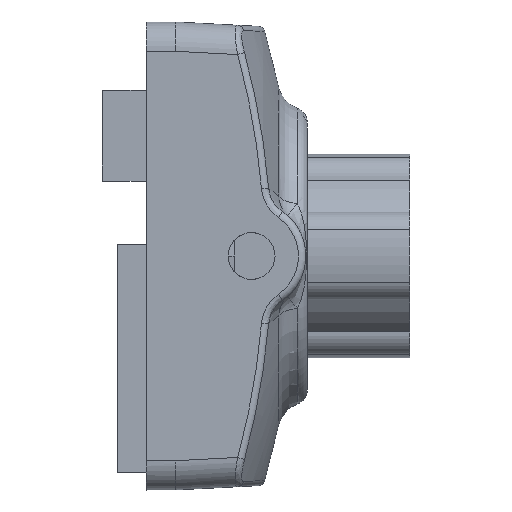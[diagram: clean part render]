
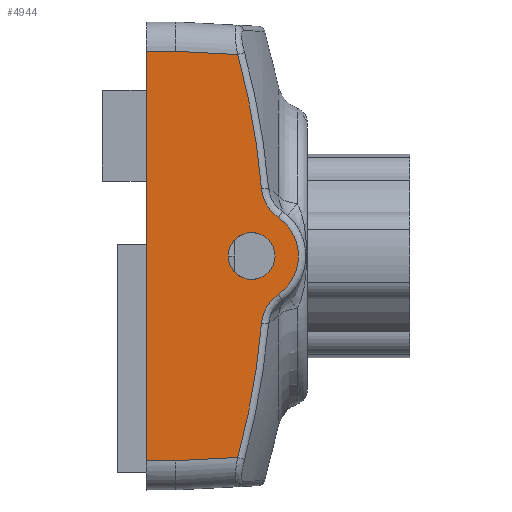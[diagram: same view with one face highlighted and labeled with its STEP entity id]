
A CAD part, left-side view. The second image highlights one B-rep face of the part: STEP entity #4944.
In plain terms, the highlighted planar face has unit normal (-1, 0, 0).
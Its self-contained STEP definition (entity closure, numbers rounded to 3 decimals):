
#886=DIRECTION('',(0.,0.,-1.));
#887=VECTOR('',#886,14.);
#888=CARTESIAN_POINT('',(-7.,1.,7.));
#889=LINE('',#888,#887);
#957=CARTESIAN_POINT('',(-7.,0.,
6.999));
#968=DIRECTION('',(0.,1.,0.001));
#969=VECTOR('',#968,1.);
#970=CARTESIAN_POINT('',(-7.,0.,
6.999));
#971=LINE('',#970,#969);
#1342=CARTESIAN_POINT('',(-7.,0.,
-6.999));
#1348=DIRECTION('',(0.,-1.,0.001));
#1349=VECTOR('',#1348,1.);
#1350=CARTESIAN_POINT('',(-7.,1.,-7.));
#1351=LINE('',#1350,#1349);
#1352=CARTESIAN_POINT('',(-7.,-2.6,0.));
#1353=DIRECTION('',(-1.,0.,0.));
#1354=DIRECTION('',(0.,-1.,0.));
#1355=AXIS2_PLACEMENT_3D('',#1352,#1353,#1354);
#1357=CARTESIAN_POINT('',(-7.,-2.6,0.));
#1358=DIRECTION('',(-1.,0.,0.));
#1359=DIRECTION('',(0.,1.,0.));
#1360=AXIS2_PLACEMENT_3D('',#1357,#1358,#1359);
#1362=DIRECTION('',(0.,-0.999,-0.053));
#1363=VECTOR('',#1362,2.127);
#1364=CARTESIAN_POINT('',(-7.,0.,
6.999));
#1365=LINE('',#1364,#1363);
#1366=CARTESIAN_POINT('',(-7.,23.343,
0.));
#1367=DIRECTION('',(1.,0.,0.));
#1368=DIRECTION('',(0.,-0.965,0.261));
#1369=AXIS2_PLACEMENT_3D('',#1366,#1367,#1368);
#1371=CARTESIAN_POINT('',(-7.,-2.94,
2.289));
#1372=CARTESIAN_POINT('',(-7.,-2.946,
2.216));
#1373=CARTESIAN_POINT('',(-7.,-2.971,
2.07));
#1374=CARTESIAN_POINT('',(-7.,-3.053,
1.847));
#1375=CARTESIAN_POINT('',(-7.,-3.172,
1.643));
#1376=CARTESIAN_POINT('',(-7.,-3.324,
1.463));
#1377=CARTESIAN_POINT('',(-7.,-3.447,
1.36));
#1378=CARTESIAN_POINT('',(-7.,-3.514,
1.313));
#1380=CARTESIAN_POINT('',(-7.,-2.6,0.));
#1381=DIRECTION('',(1.,0.,0.));
#1382=DIRECTION('',(0.,-0.571,0.821));
#1383=AXIS2_PLACEMENT_3D('',#1380,#1381,#1382);
#1385=CARTESIAN_POINT('',(-7.,23.343,
0.));
#1386=DIRECTION('',(1.,0.,0.));
#1387=DIRECTION('',(0.,-0.996,-0.087));
#1388=AXIS2_PLACEMENT_3D('',#1385,#1386,#1387);
#1390=DIRECTION('',(0.,0.999,-0.053));
#1391=VECTOR('',#1390,2.127);
#1392=CARTESIAN_POINT('',(-7.,-2.124,
-6.887));
#1393=LINE('',#1392,#1391);
#1508=CARTESIAN_POINT('',(-7.,-2.94,
-2.289));
#1509=CARTESIAN_POINT('',(-7.,-2.946,
-2.215));
#1510=CARTESIAN_POINT('',(-7.,-2.972,
-2.067));
#1511=CARTESIAN_POINT('',(-7.,-3.055,
-1.842));
#1512=CARTESIAN_POINT('',(-7.,-3.175,
-1.639));
#1513=CARTESIAN_POINT('',(-7.,-3.327,
-1.461));
#1514=CARTESIAN_POINT('',(-7.,-3.448,
-1.359));
#1515=CARTESIAN_POINT('',(-7.,-3.514,
-1.313));
#2802=CARTESIAN_POINT('',(-7.,1.,7.));
#2804=VERTEX_POINT('',#2802);
#2805=CARTESIAN_POINT('',(-7.,1.,-7.));
#2806=VERTEX_POINT('',#2805);
#2898=CARTESIAN_POINT('',(-7.,-2.124,
-6.887));
#2899=VERTEX_POINT('',#2898);
#2900=CARTESIAN_POINT('',(-7.,-2.94,
-2.289));
#2901=VERTEX_POINT('',#2900);
#2904=CARTESIAN_POINT('',(-7.,-2.124,
6.887));
#2905=CARTESIAN_POINT('',(-7.,-2.94,
2.289));
#2906=VERTEX_POINT('',#2904);
#2907=VERTEX_POINT('',#2905);
#2908=VERTEX_POINT('',#1378);
#2909=CARTESIAN_POINT('',(-7.,-3.514,
-1.313));
#2910=VERTEX_POINT('',#2909);
#3114=CARTESIAN_POINT('',(-7.,-3.4,0.));
#3115=CARTESIAN_POINT('',(-7.,-1.8,0.));
#3116=VERTEX_POINT('',#3114);
#3117=VERTEX_POINT('',#3115);
#3222=VERTEX_POINT('',#1342);
#3223=VERTEX_POINT('',#957);
#4917=CARTESIAN_POINT('',(-7.,0.,-8.));
#4918=DIRECTION('',(-1.,0.,0.));
#4919=DIRECTION('',(0.,0.,1.));
#4920=AXIS2_PLACEMENT_3D('',#4917,#4918,#4919);
#4921=PLANE('',#4920);
#4922=ORIENTED_EDGE('',*,*,#4340,.F.);
#4923=ORIENTED_EDGE('',*,*,#4358,.T.);
#4925=ORIENTED_EDGE('',*,*,#4924,.T.);
#4927=ORIENTED_EDGE('',*,*,#4926,.T.);
#4929=ORIENTED_EDGE('',*,*,#4928,.T.);
#4931=ORIENTED_EDGE('',*,*,#4930,.F.);
#4932=ORIENTED_EDGE('',*,*,#4742,.T.);
#4933=ORIENTED_EDGE('',*,*,#4897,.T.);
#4934=ORIENTED_EDGE('',*,*,#4912,.F.);
#4935=ORIENTED_EDGE('',*,*,#4275,.F.);
#4936=EDGE_LOOP('',(#4922,#4923,#4925,#4927,#4929,#4931,#4932,#4933,#4934,
#4935));
#4937=FACE_OUTER_BOUND('',#4936,.F.);
#4939=ORIENTED_EDGE('',*,*,#4938,.T.);
#4941=ORIENTED_EDGE('',*,*,#4940,.T.);
#4942=EDGE_LOOP('',(#4939,#4941));
#4943=FACE_BOUND('',#4942,.F.);
#4944=ADVANCED_FACE('',(#4937,#4943),#4921,.T.);
#1356=CIRCLE('',#1355,0.8);
#1361=CIRCLE('',#1360,0.8);
#1370=CIRCLE('',#1369,26.382);
#1379=B_SPLINE_CURVE_WITH_KNOTS('',3,(#1371,#1372,#1373,#1374,#1375,#1376,#1377,
#1378),.UNSPECIFIED.,.F.,.F.,(4,1,1,1,1,4),(0.,0.2,0.4,0.6,0.8,1.),
.UNSPECIFIED.);
#1384=CIRCLE('',#1383,1.6);
#1389=CIRCLE('',#1388,26.382);
#1516=B_SPLINE_CURVE_WITH_KNOTS('',3,(#1508,#1509,#1510,#1511,#1512,#1513,#1514,
#1515),.UNSPECIFIED.,.F.,.F.,(4,1,1,1,1,4),(0.,0.2,0.4,0.6,0.8,1.),
.UNSPECIFIED.);
#4275=EDGE_CURVE('',#2804,#2806,#889,.T.);
#4340=EDGE_CURVE('',#3223,#2804,#971,.T.);
#4358=EDGE_CURVE('',#3223,#2906,#1365,.T.);
#4742=EDGE_CURVE('',#2901,#2899,#1389,.T.);
#4897=EDGE_CURVE('',#2899,#3222,#1393,.T.);
#4912=EDGE_CURVE('',#2806,#3222,#1351,.T.);
#4924=EDGE_CURVE('',#2906,#2907,#1370,.T.);
#4926=EDGE_CURVE('',#2907,#2908,#1379,.T.);
#4928=EDGE_CURVE('',#2908,#2910,#1384,.T.);
#4930=EDGE_CURVE('',#2901,#2910,#1516,.T.);
#4938=EDGE_CURVE('',#3116,#3117,#1356,.T.);
#4940=EDGE_CURVE('',#3117,#3116,#1361,.T.);
